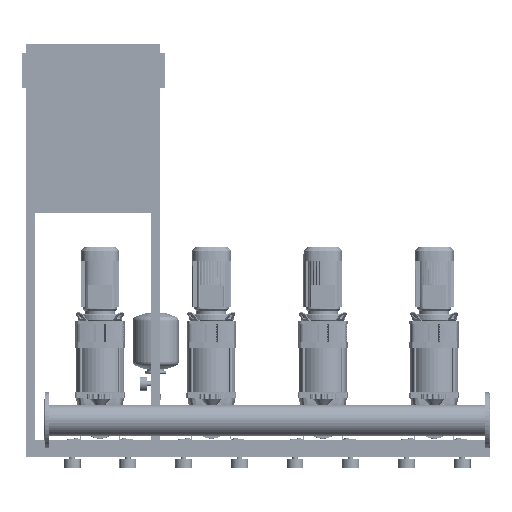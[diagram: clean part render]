
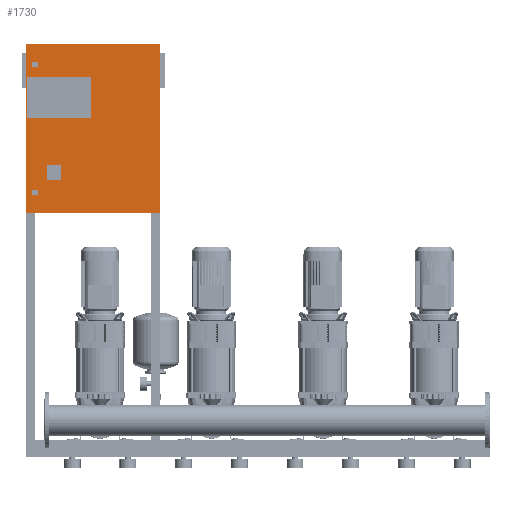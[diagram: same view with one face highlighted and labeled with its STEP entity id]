
A CAD part, front view. The second image highlights one B-rep face of the part: STEP entity #1730.
In plain terms, the highlighted planar face has unit normal (0, -1, 0).
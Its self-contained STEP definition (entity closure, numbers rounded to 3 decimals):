
#585=CARTESIAN_POINT('',(-30.,-80.,1825.0));
#586=VERTEX_POINT('',#585);
#593=CARTESIAN_POINT('',(-55.,-80.,1825.0));
#594=VERTEX_POINT('',#593);
#595=CARTESIAN_POINT('',(-55.,-80.,1825.0));
#596=DIRECTION('',(1.0,0.0,0.0));
#597=VECTOR('',#596,25.0);
#598=LINE('',#595,#597);
#599=EDGE_CURVE('',#594,#586,#598,.T.);
#617=CARTESIAN_POINT('',(-55.0,-80.,1800.0));
#618=VERTEX_POINT('',#617);
#619=CARTESIAN_POINT('',(-55.0,-80.,1800.0));
#620=DIRECTION('',(0.0,0.0,1.0));
#621=VECTOR('',#620,25.0);
#622=LINE('',#619,#621);
#623=EDGE_CURVE('',#618,#594,#622,.T.);
#641=CARTESIAN_POINT('',(-30.,-80.,1800.0));
#642=VERTEX_POINT('',#641);
#643=CARTESIAN_POINT('',(-30.,-80.,1800.0));
#644=DIRECTION('',(-1.0,0.0,0.0));
#645=VECTOR('',#644,25.);
#646=LINE('',#643,#645);
#647=EDGE_CURVE('',#642,#618,#646,.T.);
#665=CARTESIAN_POINT('',(-30.,-80.,1825.0));
#666=DIRECTION('',(0.0,0.0,-1.0));
#667=VECTOR('',#666,25.0);
#668=LINE('',#665,#667);
#669=EDGE_CURVE('',#586,#642,#668,.T.);
#690=CARTESIAN_POINT('',(-30.,-80.,1225.0));
#691=VERTEX_POINT('',#690);
#698=CARTESIAN_POINT('',(-30.,-80.,1250.0));
#699=VERTEX_POINT('',#698);
#700=CARTESIAN_POINT('',(-30.,-80.,1250.0));
#701=DIRECTION('',(0.0,0.0,-1.0));
#702=VECTOR('',#701,25.0);
#703=LINE('',#700,#702);
#704=EDGE_CURVE('',#699,#691,#703,.T.);
#728=CARTESIAN_POINT('',(-55.,-80.,1225.0));
#729=VERTEX_POINT('',#728);
#736=CARTESIAN_POINT('',(-30.,-80.,1225.0));
#737=DIRECTION('',(-1.0,0.0,0.0));
#738=VECTOR('',#737,25.);
#739=LINE('',#736,#738);
#740=EDGE_CURVE('',#691,#729,#739,.T.);
#759=CARTESIAN_POINT('',(-55.,-80.,1250.0));
#760=VERTEX_POINT('',#759);
#767=CARTESIAN_POINT('',(-55.,-80.,1225.0));
#768=DIRECTION('',(0.0,0.0,1.0));
#769=VECTOR('',#768,25.0);
#770=LINE('',#767,#769);
#771=EDGE_CURVE('',#729,#760,#770,.T.);
#789=CARTESIAN_POINT('',(-55.,-80.,1250.0));
#790=DIRECTION('',(1.0,0.0,0.0));
#791=VECTOR('',#790,25.);
#792=LINE('',#789,#791);
#793=EDGE_CURVE('',#760,#699,#792,.T.);
#1262=CARTESIAN_POINT('',(-78.0,-80.,1755.0));
#1263=VERTEX_POINT('',#1262);
#1270=CARTESIAN_POINT('',(-78.0,-80.,1570.0));
#1271=VERTEX_POINT('',#1270);
#1272=CARTESIAN_POINT('',(-78.0,-80.,1570.0));
#1273=DIRECTION('',(0.0,0.0,1.0));
#1274=VECTOR('',#1273,185.0);
#1275=LINE('',#1272,#1274);
#1276=EDGE_CURVE('',#1271,#1263,#1275,.T.);
#1301=CARTESIAN_POINT('',(208.,-80.,1570.0));
#1302=VERTEX_POINT('',#1301);
#1303=CARTESIAN_POINT('',(208.,-80.,1570.0));
#1304=DIRECTION('',(-1.0,0.0,0.0));
#1305=VECTOR('',#1304,286.);
#1306=LINE('',#1303,#1305);
#1307=EDGE_CURVE('',#1302,#1271,#1306,.T.);
#1332=CARTESIAN_POINT('',(208.0,-80.,1755.0));
#1333=VERTEX_POINT('',#1332);
#1334=CARTESIAN_POINT('',(208.0,-80.,1755.0));
#1335=DIRECTION('',(0.0,0.0,-1.0));
#1336=VECTOR('',#1335,185.0);
#1337=LINE('',#1334,#1336);
#1338=EDGE_CURVE('',#1333,#1302,#1337,.T.);
#1361=CARTESIAN_POINT('',(-78.0,-80.,1755.0));
#1362=DIRECTION('',(1.0,0.0,0.0));
#1363=VECTOR('',#1362,286.0);
#1364=LINE('',#1361,#1363);
#1365=EDGE_CURVE('',#1263,#1333,#1364,.T.);
#1673=CARTESIAN_POINT('',(220.,-80.,1525.0));
#1674=DIRECTION('',(0.0,-1.0,0.0));
#1675=DIRECTION('',(1.0,0.0,0.0));
#1676=AXIS2_PLACEMENT_3D('',#1673,#1674,#1675);
#1677=PLANE('',#1676);
#1678=CARTESIAN_POINT('',(-80.,-80.,1145.0));
#1679=VERTEX_POINT('',#1678);
#1680=CARTESIAN_POINT('',(-80.,-80.0,1905.0));
#1681=VERTEX_POINT('',#1680);
#1682=CARTESIAN_POINT('',(-80.,-80.,1145.0));
#1683=DIRECTION('',(0.0,0.0,1.0));
#1684=VECTOR('',#1683,760.0);
#1685=LINE('',#1682,#1684);
#1686=EDGE_CURVE('',#1679,#1681,#1685,.T.);
#1687=ORIENTED_EDGE('',*,*,#1686,.F.);
#1688=CARTESIAN_POINT('',(520.0,-80.,1145.0));
#1689=VERTEX_POINT('',#1688);
#1690=CARTESIAN_POINT('',(520.0,-80.,1145.0));
#1691=DIRECTION('',(-1.0,0.0,0.0));
#1692=VECTOR('',#1691,600.);
#1693=LINE('',#1690,#1692);
#1694=EDGE_CURVE('',#1689,#1679,#1693,.T.);
#1695=ORIENTED_EDGE('',*,*,#1694,.F.);
#1696=CARTESIAN_POINT('',(520.0,-80.0,1905.0));
#1697=VERTEX_POINT('',#1696);
#1698=CARTESIAN_POINT('',(520.0,-80.0,1905.0));
#1699=DIRECTION('',(0.0,0.0,-1.0));
#1700=VECTOR('',#1699,760.0);
#1701=LINE('',#1698,#1700);
#1702=EDGE_CURVE('',#1697,#1689,#1701,.T.);
#1703=ORIENTED_EDGE('',*,*,#1702,.F.);
#1704=CARTESIAN_POINT('',(-80.,-80.0,1905.0));
#1705=DIRECTION('',(1.0,0.0,0.0));
#1706=VECTOR('',#1705,600.0);
#1707=LINE('',#1704,#1706);
#1708=EDGE_CURVE('',#1681,#1697,#1707,.T.);
#1709=ORIENTED_EDGE('',*,*,#1708,.F.);
#1710=EDGE_LOOP('',(#1687,#1695,#1703,#1709));
#1711=FACE_OUTER_BOUND('',#1710,.T.);
#1712=ORIENTED_EDGE('',*,*,#599,.T.);
#1713=ORIENTED_EDGE('',*,*,#669,.T.);
#1714=ORIENTED_EDGE('',*,*,#647,.T.);
#1715=ORIENTED_EDGE('',*,*,#623,.T.);
#1716=EDGE_LOOP('',(#1712,#1713,#1714,#1715));
#1717=FACE_BOUND('',#1716,.T.);
#1718=ORIENTED_EDGE('',*,*,#704,.T.);
#1719=ORIENTED_EDGE('',*,*,#740,.T.);
#1720=ORIENTED_EDGE('',*,*,#771,.T.);
#1721=ORIENTED_EDGE('',*,*,#793,.T.);
#1722=EDGE_LOOP('',(#1718,#1719,#1720,#1721));
#1723=FACE_BOUND('',#1722,.T.);
#1724=ORIENTED_EDGE('',*,*,#1276,.T.);
#1725=ORIENTED_EDGE('',*,*,#1365,.T.);
#1726=ORIENTED_EDGE('',*,*,#1338,.T.);
#1727=ORIENTED_EDGE('',*,*,#1307,.T.);
#1728=EDGE_LOOP('',(#1724,#1725,#1726,#1727));
#1729=FACE_BOUND('',#1728,.T.);
#1730=ADVANCED_FACE('',(#1711,#1717,#1723,#1729),#1677,.T.);
